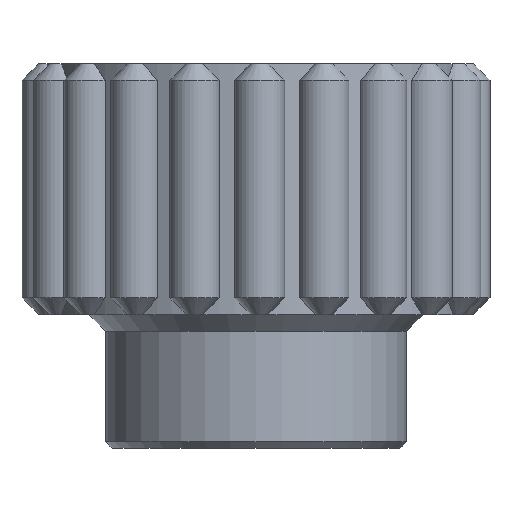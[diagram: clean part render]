
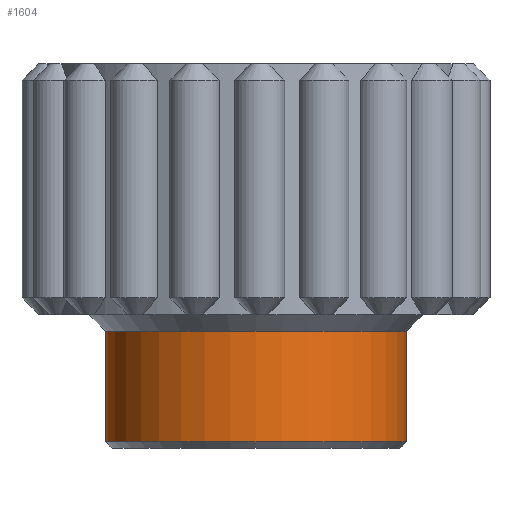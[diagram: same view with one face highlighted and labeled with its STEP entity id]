
A CAD part, left-side view. The second image highlights one B-rep face of the part: STEP entity #1604.
In plain terms, the highlighted cylindrical face has radius 9 mm (diameter 18 mm), a full revolution.
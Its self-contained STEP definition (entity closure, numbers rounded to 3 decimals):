
#127=B_SPLINE_CURVE_WITH_KNOTS('',3,(#2429,#2430,#2431,#2432,#2433,#2434,
#2435,#2436,#2437,#2438,#2439,#2440,#2441,#2442,#2443,#2444,#2445,#2446,
#2447,#2448,#2449,#2450,#2451,#2452,#2453,#2454,#2455,#2456,#2457,#2458,
#2459,#2460,#2461,#2462),.UNSPECIFIED.,.T.,.F.,(4,2,2,2,2,2,2,2,2,2,2,2,
2,2,2,2,4),(0.,0.066,0.132,0.198,0.264,
0.331,0.397,0.463,0.529,
0.595,0.661,0.727,0.793,
0.859,0.925,0.992,1.058),
 .UNSPECIFIED.);
#209=CYLINDRICAL_SURFACE('',#1702,9.);
#254=FACE_BOUND('',#364,.T.);
#255=FACE_BOUND('',#365,.T.);
#268=FACE_OUTER_BOUND('',#363,.T.);
#363=EDGE_LOOP('',(#1039));
#364=EDGE_LOOP('',(#1040));
#365=EDGE_LOOP('',(#1041));
#469=CIRCLE('',#1700,9.);
#471=CIRCLE('',#1703,9.);
#597=VERTEX_POINT('',#2421);
#599=VERTEX_POINT('',#2426);
#600=VERTEX_POINT('',#2428);
#775=EDGE_CURVE('',#597,#597,#469,.T.);
#777=EDGE_CURVE('',#599,#599,#471,.T.);
#778=EDGE_CURVE('',#600,#600,#127,.T.);
#1039=ORIENTED_EDGE('',*,*,#777,.F.);
#1040=ORIENTED_EDGE('',*,*,#778,.T.);
#1041=ORIENTED_EDGE('',*,*,#775,.F.);
#1604=ADVANCED_FACE('',(#268,#254,#255),#209,.T.);
#1700=AXIS2_PLACEMENT_3D('',#2422,#1925,#1926);
#1702=AXIS2_PLACEMENT_3D('',#2425,#1929,#1930);
#1703=AXIS2_PLACEMENT_3D('',#2427,#1931,#1932);
#1925=DIRECTION('center_axis',(0.,0.,-1.));
#1926=DIRECTION('ref_axis',(1.,0.,0.));
#1929=DIRECTION('center_axis',(0.,0.,-1.));
#1930=DIRECTION('ref_axis',(1.,0.,0.));
#1931=DIRECTION('center_axis',(0.,0.,1.));
#1932=DIRECTION('ref_axis',(1.,0.,0.));
#2421=CARTESIAN_POINT('',(-174.,98.5,57.4));
#2422=CARTESIAN_POINT('Origin',(-165.,98.5,57.4));
#2425=CARTESIAN_POINT('Origin',(-165.,98.5,65.));
#2426=CARTESIAN_POINT('',(-174.,98.5,64.));
#2427=CARTESIAN_POINT('Origin',(-165.,98.5,64.));
#2428=CARTESIAN_POINT('',(-156.172,100.25,60.));
#2429=CARTESIAN_POINT('Ctrl Pts',(-156.172,100.25,60.));
#2430=CARTESIAN_POINT('Ctrl Pts',(-156.172,100.25,59.78));
#2431=CARTESIAN_POINT('Ctrl Pts',(-156.163,100.206,59.545));
#2432=CARTESIAN_POINT('Ctrl Pts',(-156.13,100.027,59.114));
#2433=CARTESIAN_POINT('Ctrl Pts',(-156.107,99.892,58.918));
#2434=CARTESIAN_POINT('Ctrl Pts',(-156.064,99.582,58.608));
#2435=CARTESIAN_POINT('Ctrl Pts',(-156.041,99.386,58.473));
#2436=CARTESIAN_POINT('Ctrl Pts',(-156.009,98.955,58.294));
#2437=CARTESIAN_POINT('Ctrl Pts',(-156.,98.72,58.25));
#2438=CARTESIAN_POINT('Ctrl Pts',(-156.,98.28,58.25));
#2439=CARTESIAN_POINT('Ctrl Pts',(-156.009,98.045,58.294));
#2440=CARTESIAN_POINT('Ctrl Pts',(-156.041,97.614,58.473));
#2441=CARTESIAN_POINT('Ctrl Pts',(-156.064,97.418,58.608));
#2442=CARTESIAN_POINT('Ctrl Pts',(-156.107,97.108,58.918));
#2443=CARTESIAN_POINT('Ctrl Pts',(-156.13,96.973,59.114));
#2444=CARTESIAN_POINT('Ctrl Pts',(-156.163,96.794,59.545));
#2445=CARTESIAN_POINT('Ctrl Pts',(-156.172,96.75,59.78));
#2446=CARTESIAN_POINT('Ctrl Pts',(-156.172,96.75,60.22));
#2447=CARTESIAN_POINT('Ctrl Pts',(-156.163,96.794,60.455));
#2448=CARTESIAN_POINT('Ctrl Pts',(-156.13,96.973,60.886));
#2449=CARTESIAN_POINT('Ctrl Pts',(-156.107,97.108,61.082));
#2450=CARTESIAN_POINT('Ctrl Pts',(-156.064,97.418,61.392));
#2451=CARTESIAN_POINT('Ctrl Pts',(-156.041,97.614,61.527));
#2452=CARTESIAN_POINT('Ctrl Pts',(-156.009,98.045,61.706));
#2453=CARTESIAN_POINT('Ctrl Pts',(-156.,98.28,61.75));
#2454=CARTESIAN_POINT('Ctrl Pts',(-156.,98.72,61.75));
#2455=CARTESIAN_POINT('Ctrl Pts',(-156.009,98.955,61.706));
#2456=CARTESIAN_POINT('Ctrl Pts',(-156.041,99.386,61.527));
#2457=CARTESIAN_POINT('Ctrl Pts',(-156.064,99.582,61.392));
#2458=CARTESIAN_POINT('Ctrl Pts',(-156.107,99.892,61.082));
#2459=CARTESIAN_POINT('Ctrl Pts',(-156.13,100.027,60.886));
#2460=CARTESIAN_POINT('Ctrl Pts',(-156.163,100.206,60.455));
#2461=CARTESIAN_POINT('Ctrl Pts',(-156.172,100.25,60.22));
#2462=CARTESIAN_POINT('Ctrl Pts',(-156.172,100.25,60.));
